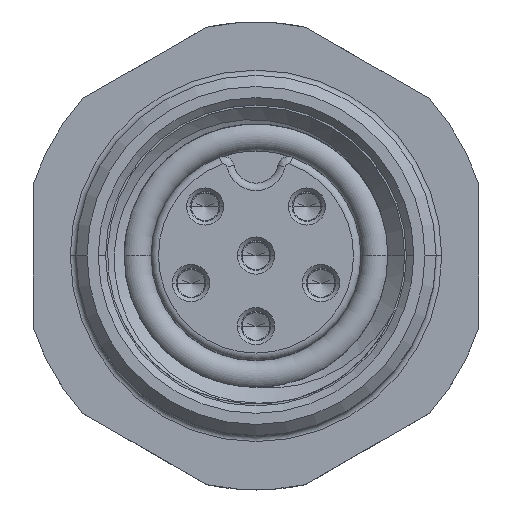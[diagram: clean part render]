
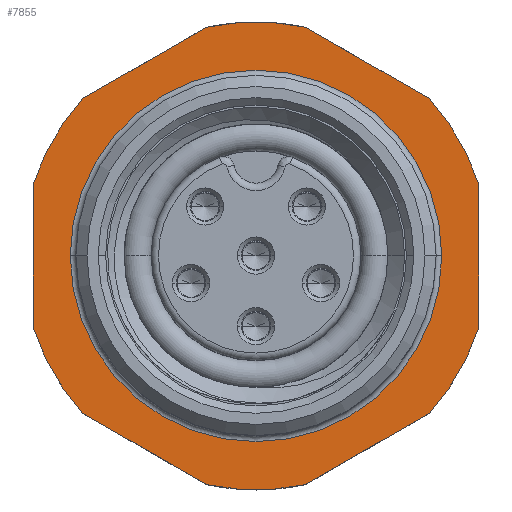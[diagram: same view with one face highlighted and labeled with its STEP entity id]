
A CAD part, top view. The second image highlights one B-rep face of the part: STEP entity #7855.
In plain terms, the highlighted planar face has unit normal (0, 0, 1).
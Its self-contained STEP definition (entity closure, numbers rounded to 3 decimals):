
#3952=CARTESIAN_POINT('',(0.,0.,-0.3));
#3953=DIRECTION('',(0.,0.,1.));
#3954=DIRECTION('',(0.212,0.977,0.));
#3955=AXIS2_PLACEMENT_3D('',#3952,#3953,#3954);
#3957=DIRECTION('',(-0.866,0.5,0.));
#3958=VECTOR('',#3957,3.842);
#3959=CARTESIAN_POINT('',(4.664,4.236,-0.3));
#3960=LINE('',#3959,#3958);
#3961=CARTESIAN_POINT('',(0.,0.,-0.3));
#3962=DIRECTION('',(0.,0.,1.));
#3963=DIRECTION('',(0.952,0.305,0.));
#3964=AXIS2_PLACEMENT_3D('',#3961,#3962,#3963);
#3966=DIRECTION('',(0.,1.,0.));
#3967=VECTOR('',#3966,3.842);
#3968=CARTESIAN_POINT('',(6.,-1.921,-0.3));
#3969=LINE('',#3968,#3967);
#3970=CARTESIAN_POINT('',(0.,0.,-0.3));
#3971=DIRECTION('',(0.,0.,1.));
#3972=DIRECTION('',(0.74,-0.672,0.));
#3973=AXIS2_PLACEMENT_3D('',#3970,#3971,#3972);
#3975=DIRECTION('',(0.866,0.5,0.));
#3976=VECTOR('',#3975,3.842);
#3977=CARTESIAN_POINT('',(1.336,-6.157,-0.3));
#3978=LINE('',#3977,#3976);
#3979=CARTESIAN_POINT('',(0.,0.,-0.3));
#3980=DIRECTION('',(0.,0.,1.));
#3981=DIRECTION('',(-0.212,-0.977,0.));
#3982=AXIS2_PLACEMENT_3D('',#3979,#3980,#3981);
#3984=DIRECTION('',(0.866,-0.5,0.));
#3985=VECTOR('',#3984,3.842);
#3986=CARTESIAN_POINT('',(-4.664,-4.236,-0.3));
#3987=LINE('',#3986,#3985);
#3988=CARTESIAN_POINT('',(0.,0.,-0.3));
#3989=DIRECTION('',(0.,0.,1.));
#3990=DIRECTION('',(-0.952,-0.305,0.));
#3991=AXIS2_PLACEMENT_3D('',#3988,#3989,#3990);
#3993=DIRECTION('',(0.,-1.,0.));
#3994=VECTOR('',#3993,3.842);
#3995=CARTESIAN_POINT('',(-6.,1.921,-0.3));
#3996=LINE('',#3995,#3994);
#3997=CARTESIAN_POINT('',(0.,0.,-0.3));
#3998=DIRECTION('',(0.,0.,1.));
#3999=DIRECTION('',(-0.74,0.672,0.));
#4000=AXIS2_PLACEMENT_3D('',#3997,#3998,#3999);
#4002=DIRECTION('',(-0.866,-0.5,0.));
#4003=VECTOR('',#4002,3.842);
#4004=CARTESIAN_POINT('',(-1.336,6.157,-0.3));
#4005=LINE('',#4004,#4003);
#4006=CARTESIAN_POINT('',(0.,0.,-0.3));
#4007=DIRECTION('',(0.,0.,-1.));
#4008=DIRECTION('',(1.,0.,0.));
#4009=AXIS2_PLACEMENT_3D('',#4006,#4007,#4008);
#4011=CARTESIAN_POINT('',(0.,0.,-0.3));
#4012=DIRECTION('',(0.,0.,-1.));
#4013=DIRECTION('',(-1.,0.,0.));
#4014=AXIS2_PLACEMENT_3D('',#4011,#4012,#4013);
#7311=CARTESIAN_POINT('',(1.336,6.157,-0.3));
#7312=CARTESIAN_POINT('',(-1.336,6.157,-0.3));
#7313=VERTEX_POINT('',#7311);
#7314=VERTEX_POINT('',#7312);
#7315=CARTESIAN_POINT('',(-4.664,4.236,-0.3));
#7316=VERTEX_POINT('',#7315);
#7317=CARTESIAN_POINT('',(-6.,1.921,-0.3));
#7318=VERTEX_POINT('',#7317);
#7319=CARTESIAN_POINT('',(-6.,-1.921,-0.3));
#7320=VERTEX_POINT('',#7319);
#7321=CARTESIAN_POINT('',(-4.664,-4.236,-0.3));
#7322=VERTEX_POINT('',#7321);
#7323=CARTESIAN_POINT('',(-1.336,-6.157,-0.3));
#7324=VERTEX_POINT('',#7323);
#7325=CARTESIAN_POINT('',(1.336,-6.157,-0.3));
#7326=VERTEX_POINT('',#7325);
#7327=CARTESIAN_POINT('',(4.664,-4.236,-0.3));
#7328=VERTEX_POINT('',#7327);
#7329=CARTESIAN_POINT('',(6.,-1.921,-0.3));
#7330=VERTEX_POINT('',#7329);
#7331=CARTESIAN_POINT('',(6.,1.921,-0.3));
#7332=VERTEX_POINT('',#7331);
#7333=CARTESIAN_POINT('',(4.664,4.236,-0.3));
#7334=VERTEX_POINT('',#7333);
#7407=CARTESIAN_POINT('',(5.,0.,-0.3));
#7408=CARTESIAN_POINT('',(-5.,0.,-0.3));
#7409=VERTEX_POINT('',#7407);
#7410=VERTEX_POINT('',#7408);
#7830=CARTESIAN_POINT('',(0.,0.,-0.3));
#7831=DIRECTION('',(0.,0.,1.));
#7832=DIRECTION('',(1.,0.,0.));
#7833=AXIS2_PLACEMENT_3D('',#7830,#7831,#7832);
#7834=PLANE('',#7833);
#7835=ORIENTED_EDGE('',*,*,#7668,.F.);
#7836=ORIENTED_EDGE('',*,*,#7684,.F.);
#7837=ORIENTED_EDGE('',*,*,#7698,.F.);
#7838=ORIENTED_EDGE('',*,*,#7712,.F.);
#7839=ORIENTED_EDGE('',*,*,#7726,.F.);
#7840=ORIENTED_EDGE('',*,*,#7740,.F.);
#7841=ORIENTED_EDGE('',*,*,#7755,.F.);
#7842=ORIENTED_EDGE('',*,*,#7769,.F.);
#7843=ORIENTED_EDGE('',*,*,#7783,.F.);
#7844=ORIENTED_EDGE('',*,*,#7797,.F.);
#7845=ORIENTED_EDGE('',*,*,#7811,.F.);
#7846=ORIENTED_EDGE('',*,*,#7824,.F.);
#7847=EDGE_LOOP('',(#7835,#7836,#7837,#7838,#7839,#7840,#7841,#7842,#7843,#7844,
#7845,#7846));
#7848=FACE_OUTER_BOUND('',#7847,.F.);
#7850=ORIENTED_EDGE('',*,*,#7849,.F.);
#7852=ORIENTED_EDGE('',*,*,#7851,.F.);
#7853=EDGE_LOOP('',(#7850,#7852));
#7854=FACE_BOUND('',#7853,.F.);
#3956=CIRCLE('',#3955,6.3);
#3965=CIRCLE('',#3964,6.3);
#3974=CIRCLE('',#3973,6.3);
#3983=CIRCLE('',#3982,6.3);
#3992=CIRCLE('',#3991,6.3);
#4001=CIRCLE('',#4000,6.3);
#4010=CIRCLE('',#4009,5.);
#4015=CIRCLE('',#4014,5.);
#7668=EDGE_CURVE('',#7313,#7314,#3956,.T.);
#7684=EDGE_CURVE('',#7334,#7313,#3960,.T.);
#7698=EDGE_CURVE('',#7332,#7334,#3965,.T.);
#7712=EDGE_CURVE('',#7330,#7332,#3969,.T.);
#7726=EDGE_CURVE('',#7328,#7330,#3974,.T.);
#7740=EDGE_CURVE('',#7326,#7328,#3978,.T.);
#7755=EDGE_CURVE('',#7324,#7326,#3983,.T.);
#7769=EDGE_CURVE('',#7322,#7324,#3987,.T.);
#7783=EDGE_CURVE('',#7320,#7322,#3992,.T.);
#7797=EDGE_CURVE('',#7318,#7320,#3996,.T.);
#7811=EDGE_CURVE('',#7316,#7318,#4001,.T.);
#7824=EDGE_CURVE('',#7314,#7316,#4005,.T.);
#7849=EDGE_CURVE('',#7409,#7410,#4010,.T.);
#7851=EDGE_CURVE('',#7410,#7409,#4015,.T.);
#7855=ADVANCED_FACE('',(#7848,#7854),#7834,.T.);
